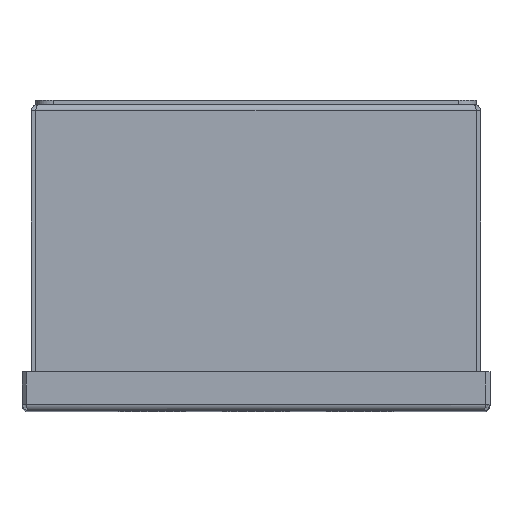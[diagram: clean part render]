
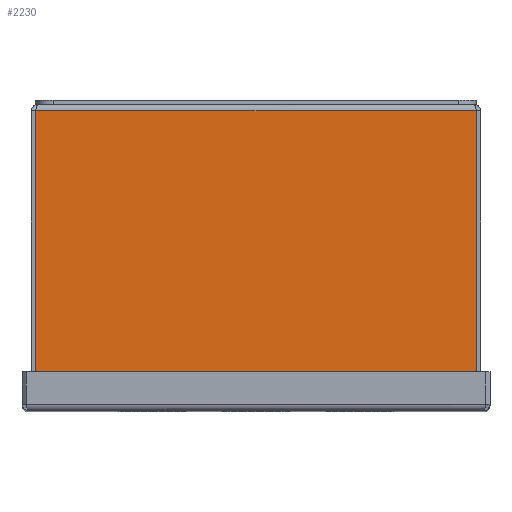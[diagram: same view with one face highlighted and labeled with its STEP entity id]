
A CAD part, top view. The second image highlights one B-rep face of the part: STEP entity #2230.
In plain terms, the highlighted planar face has unit normal (0, 0, 1).
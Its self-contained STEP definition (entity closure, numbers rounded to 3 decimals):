
#2230 = ADVANCED_FACE( '', ( #5659 ), #5660, .F. );
#5659 = FACE_OUTER_BOUND( '', #10479, .T. );
#5660 = PLANE( '', #10480 );
#10479 = EDGE_LOOP( '', ( #18635, #18636, #18637, #18638, #18639, #18640, #18641, #18642, #18643, #18644 ) );
#10480 = AXIS2_PLACEMENT_3D( '', #18645, #18646, #18647 );
#18635 = ORIENTED_EDGE( '', *, *, #33396, .F. );
#18636 = ORIENTED_EDGE( '', *, *, #33397, .T. );
#18637 = ORIENTED_EDGE( '', *, *, #33398, .T. );
#18638 = ORIENTED_EDGE( '', *, *, #32490, .F. );
#18639 = ORIENTED_EDGE( '', *, *, #33399, .T. );
#18640 = ORIENTED_EDGE( '', *, *, #33400, .T. );
#18641 = ORIENTED_EDGE( '', *, *, #33301, .T. );
#18642 = ORIENTED_EDGE( '', *, *, #33401, .F. );
#18643 = ORIENTED_EDGE( '', *, *, #33402, .F. );
#18644 = ORIENTED_EDGE( '', *, *, #33403, .T. );
#18645 = CARTESIAN_POINT( '', ( 564.998, 0., 131.763 ) );
#18646 = DIRECTION( '', ( 0., 0., -1. ) );
#18647 = DIRECTION( '', ( 0., 1., 0. ) );
#32490 = EDGE_CURVE( '', #38419, #38416, #38421, .T. );
#33301 = EDGE_CURVE( '', #39736, #39734, #39737, .T. );
#33396 = EDGE_CURVE( '', #39880, #39881, #39882, .T. );
#33397 = EDGE_CURVE( '', #39880, #39883, #39884, .T. );
#33398 = EDGE_CURVE( '', #39883, #38416, #39885, .T. );
#33399 = EDGE_CURVE( '', #38419, #39886, #39887, .T. );
#33400 = EDGE_CURVE( '', #39886, #39736, #39888, .T. );
#33401 = EDGE_CURVE( '', #39889, #39734, #39890, .T. );
#33402 = EDGE_CURVE( '', #39891, #39889, #39892, .T. );
#33403 = EDGE_CURVE( '', #39891, #39881, #39893, .T. );
#38416 = VERTEX_POINT( '', #50352 );
#38419 = VERTEX_POINT( '', #50357 );
#38421 = LINE( '', #50360, #50361 );
#39734 = VERTEX_POINT( '', #53259 );
#39736 = VERTEX_POINT( '', #53262 );
#39737 = LINE( '', #53263, #53264 );
#39880 = VERTEX_POINT( '', #53623 );
#39881 = VERTEX_POINT( '', #53624 );
#39882 = LINE( '', #53625, #53626 );
#39883 = VERTEX_POINT( '', #53627 );
#39884 = LINE( '', #53628, #53629 );
#39885 = LINE( '', #53630, #53631 );
#39886 = VERTEX_POINT( '', #53632 );
#39887 = LINE( '', #53633, #53634 );
#39888 = LINE( '', #53635, #53636 );
#39889 = VERTEX_POINT( '', #53637 );
#39890 = LINE( '', #53638, #53639 );
#39891 = VERTEX_POINT( '', #53640 );
#39892 = LINE( '', #53641, #53642 );
#39893 = LINE( '', #53643, #53644 );
#50352 = CARTESIAN_POINT( '', ( 81.023, -106.426, 131.763 ) );
#50357 = CARTESIAN_POINT( '', ( 81.023, -2.337, 131.763 ) );
#50360 = CARTESIAN_POINT( '', ( 81.023, -2.337, 131.763 ) );
#50361 = VECTOR( '', #63635, 1000. );
#53259 = CARTESIAN_POINT( '', ( -57.127, -106.426, 131.763 ) );
#53262 = CARTESIAN_POINT( '', ( -81.023, -106.426, 131.763 ) );
#53263 = CARTESIAN_POINT( '', ( 564.998, -106.426, 131.763 ) );
#53264 = VECTOR( '', #64231, 1000. );
#53623 = CARTESIAN_POINT( '', ( 57.127, -105.613, 131.763 ) );
#53624 = CARTESIAN_POINT( '', ( 57.125, -105.613, 131.763 ) );
#53625 = CARTESIAN_POINT( '', ( -57.127, -105.613, 131.763 ) );
#53626 = VECTOR( '', #64272, 1000. );
#53627 = CARTESIAN_POINT( '', ( 57.127, -106.426, 131.763 ) );
#53628 = CARTESIAN_POINT( '', ( 57.127, -107.95, 131.763 ) );
#53629 = VECTOR( '', #64273, 1000. );
#53630 = CARTESIAN_POINT( '', ( 564.998, -106.426, 131.763 ) );
#53631 = VECTOR( '', #64274, 1000. );
#53632 = CARTESIAN_POINT( '', ( -81.023, -2.337, 131.763 ) );
#53633 = CARTESIAN_POINT( '', ( 564.998, -2.337, 131.763 ) );
#53634 = VECTOR( '', #64275, 1000. );
#53635 = CARTESIAN_POINT( '', ( -81.023, -2.337, 131.763 ) );
#53636 = VECTOR( '', #64276, 1000. );
#53637 = CARTESIAN_POINT( '', ( -57.127, -105.613, 131.763 ) );
#53638 = CARTESIAN_POINT( '', ( -57.127, -107.95, 131.763 ) );
#53639 = VECTOR( '', #64277, 1000. );
#53640 = CARTESIAN_POINT( '', ( -57.125, -105.613, 131.763 ) );
#53641 = CARTESIAN_POINT( '', ( -57.127, -105.613, 131.763 ) );
#53642 = VECTOR( '', #64278, 1000. );
#53643 = CARTESIAN_POINT( '', ( -57.125, -105.613, 131.763 ) );
#53644 = VECTOR( '', #64279, 1000. );
#63635 = DIRECTION( '', ( 0., -1., 0. ) );
#64231 = DIRECTION( '', ( 1., 0., 0. ) );
#64272 = DIRECTION( '', ( -1., 0., 0. ) );
#64273 = DIRECTION( '', ( 0., -1., 0. ) );
#64274 = DIRECTION( '', ( 1., 0., 0. ) );
#64275 = DIRECTION( '', ( -1., 0., 0. ) );
#64276 = DIRECTION( '', ( 0., -1., 0. ) );
#64277 = DIRECTION( '', ( 0., -1., 0. ) );
#64278 = DIRECTION( '', ( -1., 0., 0. ) );
#64279 = DIRECTION( '', ( 1., 0., 0. ) );
